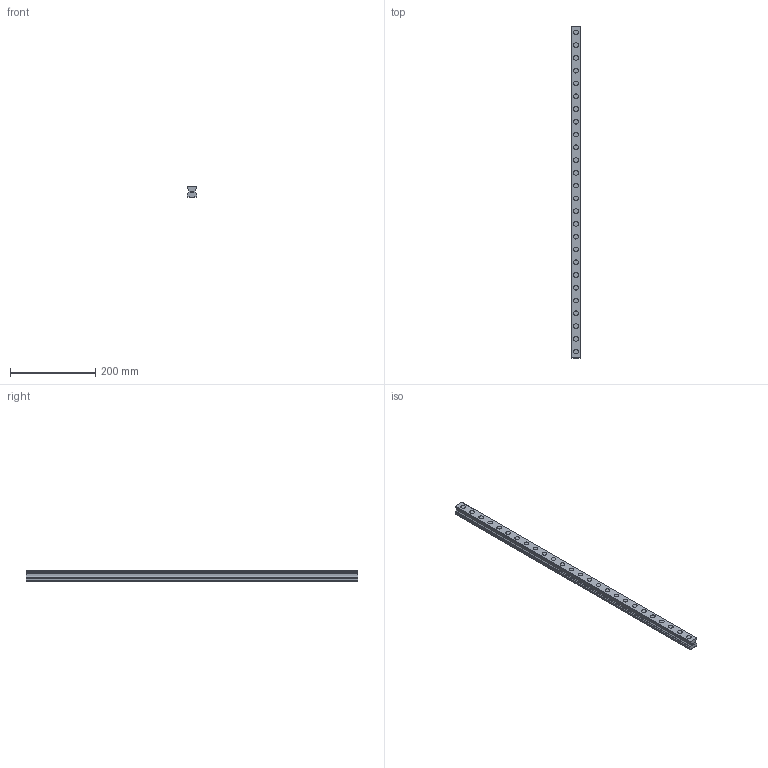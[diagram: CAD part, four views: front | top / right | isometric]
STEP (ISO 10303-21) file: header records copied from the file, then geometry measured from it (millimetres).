
FILE_DESCRIPTION(('STEP AP214'),'1');
FILE_NAME('cctmp_A28A6BE6-B971-4079-9FB1-91AAA3C2DA02_2021_03_10_17_28_20_0471..stp','2021-03-10T16:28:20',('HIWIN GmbH'),('CADClick - www.CADClick.com'),'Spatial InterOp 3D',' ','unknown authorization');
FILE_SCHEMA(('AUTOMOTIVE_DESIGN'));
Length unit declared in the file: millimetre
Products named in the file (1): RGR25R780H_FILE
Bounding box: 23 x 780 x 23.6 mm (x, y, z)
Volume: 312794.1 mm3; surface area: 97451 mm2
Topology: 1 solids, 1 shells, 351 faces, 801 edges, 534 vertices
Faces by surface type: plane 177, cylinder 174
Entity records: 12835 total; most frequent: DIRECTION 1853, CARTESIAN_POINT 1687, ORIENTED_EDGE 1602, EDGE_CURVE 801, AXIS2_PLACEMENT_3D 700, VERTEX_POINT 534, LINE 453, VECTOR 453
